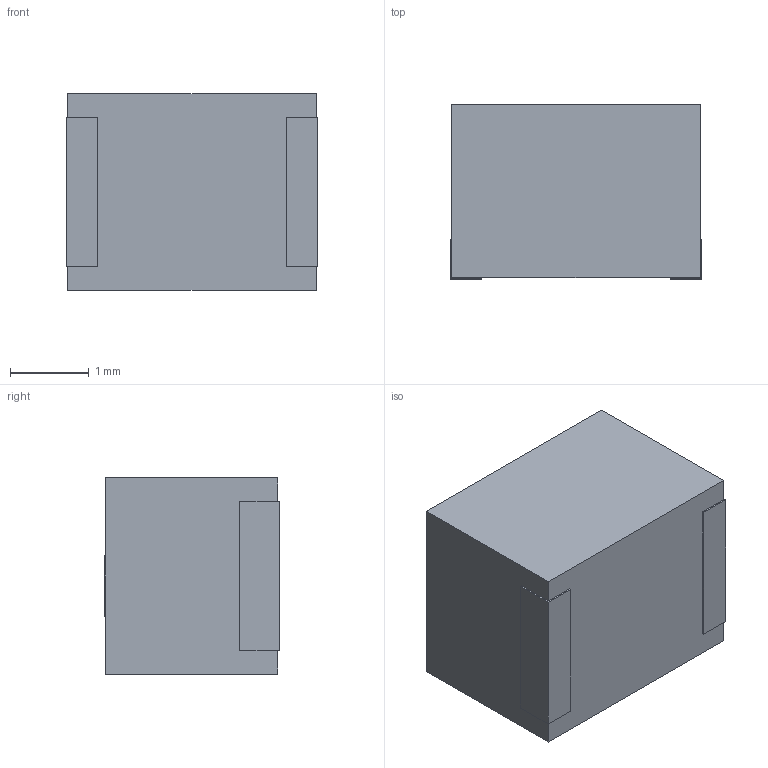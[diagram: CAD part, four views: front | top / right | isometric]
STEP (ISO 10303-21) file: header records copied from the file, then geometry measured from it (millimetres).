
FILE_DESCRIPTION (( 'STEP AP214' ), '1' );
FILE_NAME ('SW3dPS-NL3225.STEP', '2009-09-24T15:15:40', ( 'sysAdmin' ), ( 'SolidWorks' ), 'SwSTEP 2.0', 'SolidWorks 2009', '' );
FILE_SCHEMA (( 'AUTOMOTIVE_DESIGN' ));
Length unit declared in the file: millimetre
Products named in the file (1): SW3dPS-NL3225
Bounding box: 3.2 x 2.22 x 2.5 mm (x, y, z)
Volume: 17.4 mm3; surface area: 41.1 mm2
Topology: 1 solids, 1 shells, 66 faces, 168 edges, 112 vertices
Faces by surface type: plane 35, bspline 31
Entity records: 4742 total; most frequent: CARTESIAN_POINT 2594, ORIENTED_EDGE 336, DIRECTION 178, EDGE_CURVE 168, VERTEX_POINT 112, VECTOR 106, LINE 106, EDGE_LOOP 74
